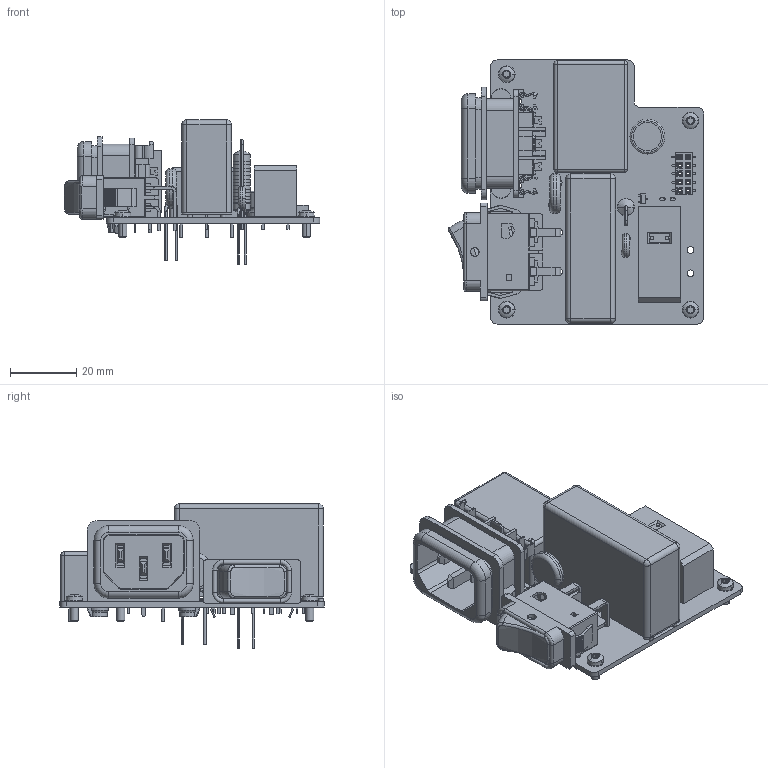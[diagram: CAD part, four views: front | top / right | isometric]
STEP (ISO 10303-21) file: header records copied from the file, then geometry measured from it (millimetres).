
FILE_DESCRIPTION(('Open CASCADE Model'),'2;1');
FILE_NAME('Open CASCADE Shape Model','2025-03-10T01:47:32',('Author'),( 'Open CASCADE'),'Open CASCADE STEP processor 7.5','Open CASCADE 7.5' ,'Unknown');
FILE_SCHEMA(('AUTOMOTIVE_DESIGN { 1 0 10303 214 1 1 1 1 }'));
Length unit declared in the file: millimetre
Products named in the file (40): PCB; Board; Open CASCADE STEP translator 7.5 18.1.1; Var1; Kond_1; SW1; DF62J12S2AHQA; FL1; FIL_SCHAFFNER_FN 406; J2; SCHURTER_GSF1.2202.31; RL2; REL_OMRON_G2RL-24; F1; Kond_2; R1; RESADV508-1670X520; J1; 610010243021; 6100xx243021_PIN; WASHER4; BOSSARD_BN678-8303525_v; WASHER3; WASHER2; WASHER1; SCREW4; BOSSARD_BN5687-3061597_v; SCREW3; SCREW2; SCREW1; IC2; PWS_MEANWELL_IRM-02; C1; CAPPR500-1050X800; T9; SOT95P240X110-3N; D6; SODFL1608X65N; D5
Assembly tree (55 placements, depth 4):
  PCB
    Board
      Open CASCADE STEP translator 7.5 18.1.1
    Var1
      Kond_1
    SW1
      DF62J12S2AHQA
    FL1
      FIL_SCHAFFNER_FN 406
    J2
      SCHURTER_GSF1.2202.31
    RL2
      REL_OMRON_G2RL-24
    F1
      Kond_2
    R1
      RESADV508-1670X520
    J1
      610010243021
        6100xx243021_PIN  x10
        610010243021
    WASHER4
      BOSSARD_BN678-8303525_v
    WASHER3
      BOSSARD_BN678-8303525_v
    WASHER2
      BOSSARD_BN678-8303525_v
    WASHER1
      BOSSARD_BN678-8303525_v
    SCREW4
      BOSSARD_BN5687-3061597_v
    SCREW3
      BOSSARD_BN5687-3061597_v
    SCREW2
      BOSSARD_BN5687-3061597_v
    SCREW1
      BOSSARD_BN5687-3061597_v
    IC2
      PWS_MEANWELL_IRM-02
    C1
      CAPPR500-1050X800
    T9
      SOT95P240X110-3N
    D6
      SODFL1608X65N
    D5
      SODFL1608X65N
Bounding box: 77.03 x 79.6 x 43.5 mm (x, y, z)
Volume: 55403.3 mm3; surface area: 41035.4 mm2
Topology: 93 solids, 95 shells, 3085 faces, 8022 edges, 5117 vertices
Faces by surface type: plane 2132, cylinder 756, bspline 93, torus 54, cone 30, sphere 20
Full cylindrical faces by diameter (mm): 0.8 x2, 0.9 x8, 1 x6, 1.1 x10, 1.3 x8, 1.4 x7, 1.5 x4, 1.6 x1, 2 x8, 2.7 x4, 6 x2
Entity records: 78046 total; most frequent: CARTESIAN_POINT 18103, ORIENTED_EDGE 11960, DIRECTION 11518, EDGE_CURVE 5980, LINE 4606, VECTOR 4606, VERTEX_POINT 3807, AXIS2_PLACEMENT_3D 3456
